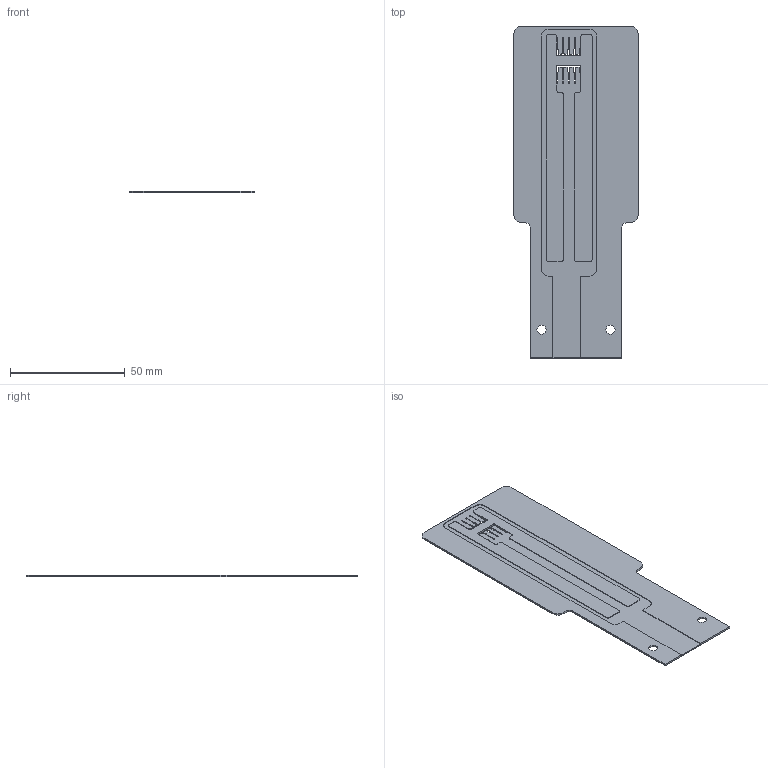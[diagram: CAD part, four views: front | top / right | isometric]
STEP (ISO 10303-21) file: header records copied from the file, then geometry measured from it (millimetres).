
FILE_DESCRIPTION(('FreeCAD Model'),'2;1');
FILE_NAME('probe3.stp', '2019-11-07T11:23:45',('Author'),(''), 'Open CASCADE STEP processor 7.3','FreeCAD','Unknown');
FILE_SCHEMA(('AUTOMOTIVE_DESIGN { 1 0 10303 214 1 1 1 1 }'));
Length unit declared in the file: millimetre
Products named in the file (1): probe3002_(Solid)
Bounding box: 54.03 x 144.61 x 0.78 mm (x, y, z)
Volume: 4951 mm3; surface area: 14425.1 mm2
Topology: 1 solids, 1 shells, 710 faces, 2060 edges, 1351 vertices
Faces by surface type: plane 710
Entity records: 49490 total; most frequent: CARTESIAN_POINT 8377, DIRECTION 7467, LINE 6045, VECTOR 6045, ORIENTED_EDGE 4120, PCURVE 4120, DEFINITIONAL_REPRESENTATION 4120, EDGE_CURVE 2060
